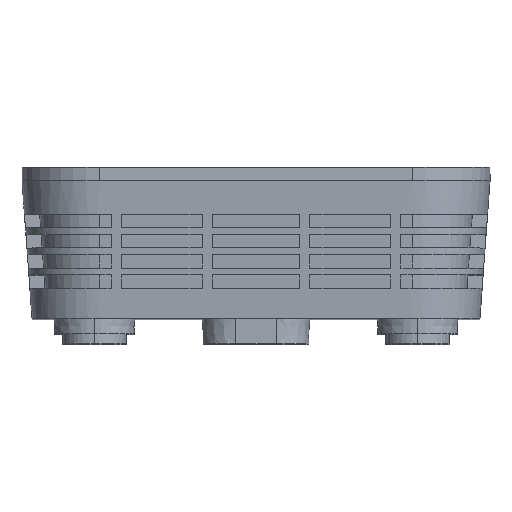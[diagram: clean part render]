
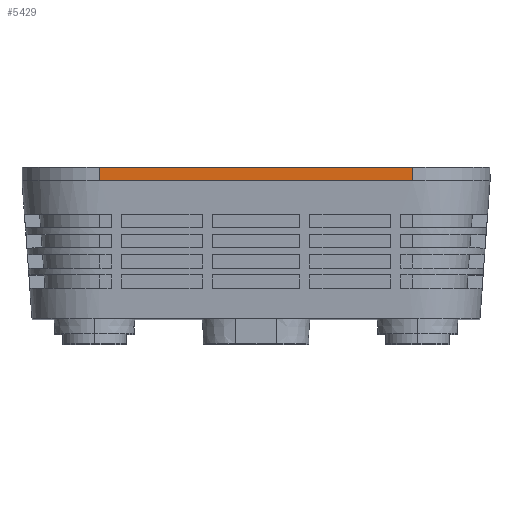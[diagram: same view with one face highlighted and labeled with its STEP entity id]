
A CAD part, top view. The second image highlights one B-rep face of the part: STEP entity #5429.
In plain terms, the highlighted planar face has unit normal (0, 0, 1).
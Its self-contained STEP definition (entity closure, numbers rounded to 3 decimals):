
#910 = VECTOR ( 'NONE', #2363, 1000. ) ;
#1095 = DIRECTION ( 'NONE',  ( 0., -1., 0. ) ) ;
#1709 = PLANE ( 'NONE',  #11339 ) ;
#1878 = LINE ( 'NONE', #18123, #910 ) ;
#1988 = VERTEX_POINT ( 'NONE', #6227 ) ;
#2363 = DIRECTION ( 'NONE',  ( 1., 0., 0. ) ) ;
#4936 = ORIENTED_EDGE ( 'NONE', *, *, #7923, .T. ) ;
#5429 = ADVANCED_FACE ( 'NONE', ( #5897 ), #1709, .F. ) ;
#5897 = FACE_OUTER_BOUND ( 'NONE', #13691, .T. ) ;
#5948 = CARTESIAN_POINT ( 'NONE',  ( 23.25, 20.5, 46.75 ) ) ;
#6227 = CARTESIAN_POINT ( 'NONE',  ( -23.25, 20.5, 46.75 ) ) ;
#7923 = EDGE_CURVE ( 'NONE', #11592, #1988, #13906, .T. ) ;
#8022 = CARTESIAN_POINT ( 'NONE',  ( -23.25, 22.5, 46.75 ) ) ;
#9169 = LINE ( 'NONE', #8022, #9415 ) ;
#9415 = VECTOR ( 'NONE', #14098, 1000. ) ;
#10636 = VERTEX_POINT ( 'NONE', #18282 ) ;
#11155 = DIRECTION ( 'NONE',  ( 0., 0., -1. ) ) ;
#11339 = AXIS2_PLACEMENT_3D ( 'NONE', #12655, #11155, #17675 ) ;
#11592 = VERTEX_POINT ( 'NONE', #18973 ) ;
#12655 = CARTESIAN_POINT ( 'NONE',  ( -23.25, 22.5, 46.75 ) ) ;
#13465 = EDGE_CURVE ( 'NONE', #1988, #17765, #1878, .T. ) ;
#13691 = EDGE_LOOP ( 'NONE', ( #15843, #14778, #20200, #4936 ) ) ;
#13711 = EDGE_CURVE ( 'NONE', #10636, #17765, #19302, .T. ) ;
#13906 = LINE ( 'NONE', #18299, #17594 ) ;
#14098 = DIRECTION ( 'NONE',  ( 1., 0., 0. ) ) ;
#14278 = EDGE_CURVE ( 'NONE', #11592, #10636, #9169, .T. ) ;
#14637 = CARTESIAN_POINT ( 'NONE',  ( 23.25, 22.5, 46.75 ) ) ;
#14778 = ORIENTED_EDGE ( 'NONE', *, *, #13711, .F. ) ;
#15354 = VECTOR ( 'NONE', #16088, 1000. ) ;
#15843 = ORIENTED_EDGE ( 'NONE', *, *, #13465, .T. ) ;
#16088 = DIRECTION ( 'NONE',  ( 0., -1., 0. ) ) ;
#17594 = VECTOR ( 'NONE', #1095, 1000. ) ;
#17675 = DIRECTION ( 'NONE',  ( -1., 0., 0. ) ) ;
#17765 = VERTEX_POINT ( 'NONE', #5948 ) ;
#18123 = CARTESIAN_POINT ( 'NONE',  ( 23.25, 20.5, 46.75 ) ) ;
#18282 = CARTESIAN_POINT ( 'NONE',  ( 23.25, 22.5, 46.75 ) ) ;
#18299 = CARTESIAN_POINT ( 'NONE',  ( -23.25, 22.5, 46.75 ) ) ;
#18973 = CARTESIAN_POINT ( 'NONE',  ( -23.25, 22.5, 46.75 ) ) ;
#19302 = LINE ( 'NONE', #14637, #15354 ) ;
#20200 = ORIENTED_EDGE ( 'NONE', *, *, #14278, .F. ) ;
